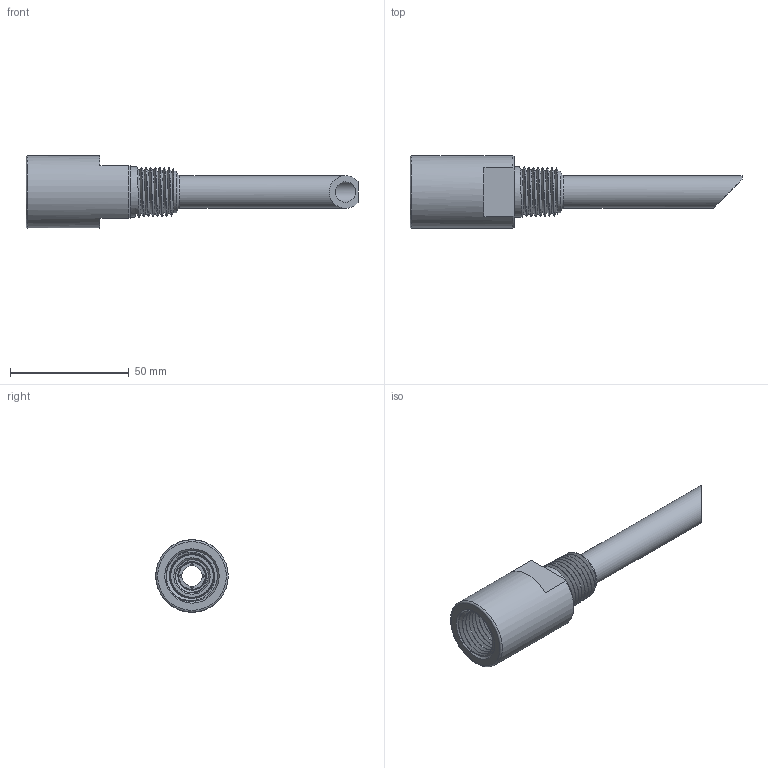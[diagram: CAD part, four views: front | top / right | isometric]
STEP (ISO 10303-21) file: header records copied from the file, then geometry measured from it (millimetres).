
FILE_DESCRIPTION((''),'2;1');
FILE_NAME('IQF-53-PVC_R0.stp','2017-03-06T10:31:58',('salesdesk5'),(''),'Autodesk Inventor 2009','Autodesk Inventor 2009','');
FILE_SCHEMA(('AUTOMOTIVE_DESIGN { 1 0 10303 214 1 1 1 1 }'));
Length unit declared in the file: inch
Products named in the file (1): IQF-53-PVC_R0
Bounding box: 139.7 x 30.48 x 30.48 mm (x, y, z)
Volume: 32635.3 mm3; surface area: 16194.2 mm2
Topology: 1 solids, 1 shells, 74 faces, 187 edges, 120 vertices
Faces by surface type: plane 36, bspline 15, cone 15, cylinder 7, torus 1
Full cylindrical faces by diameter (mm): 8.636 x1, 11.125 x1, 13.716 x1, 17.577 x1, 17.856 x1, 30.48 x1
Entity records: 8819 total; most frequent: CARTESIAN_POINT 7438, ORIENTED_EDGE 284, DIRECTION 240, EDGE_CURVE 142, AXIS2_PLACEMENT_3D 101, VERTEX_POINT 95, EDGE_LOOP 85, FACE_OUTER_BOUND 66
